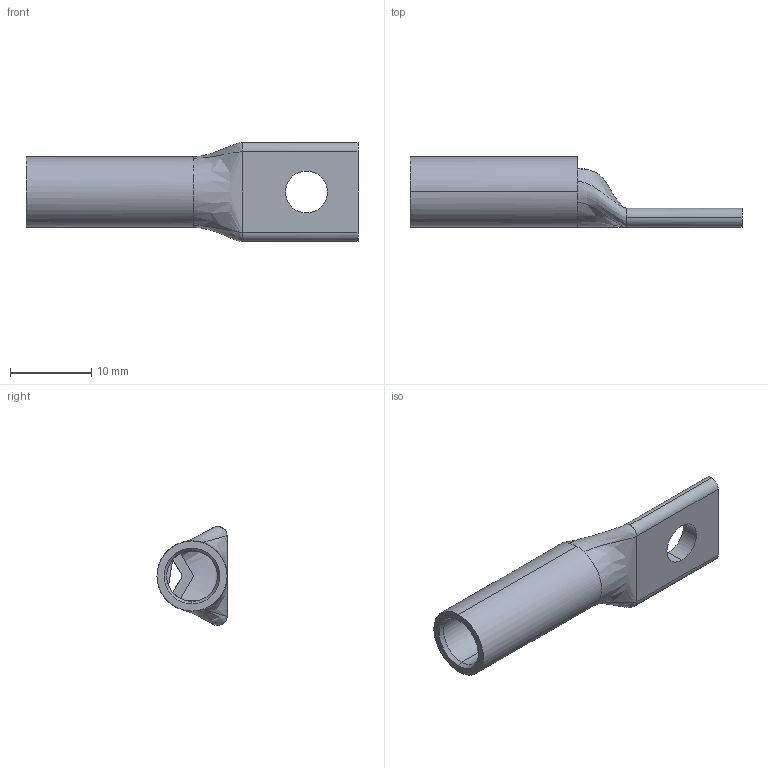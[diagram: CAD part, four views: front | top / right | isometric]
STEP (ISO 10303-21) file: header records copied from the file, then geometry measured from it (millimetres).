
FILE_DESCRIPTION (( 'STEP AP203' ), '1' );
FILE_NAME ('BLU-4S-1.step', '2024-09-09T18:02:56', ( '' ), ( '' ), 'SwSTEP 2.0', 'SolidWorks 2023', '' );
FILE_SCHEMA (( 'CONFIG_CONTROL_DESIGN' ));
Length unit declared in the file: inch
Products named in the file (1): BLU-4S-1
Bounding box: 40.89 x 8.64 x 12.19 mm (x, y, z)
Volume: 1059.7 mm3; surface area: 1720.6 mm2
Topology: 1 solids, 1 shells, 35 faces, 88 edges, 53 vertices
Faces by surface type: cylinder 11, plane 11, bspline 11, cone 2
Entity records: 1695 total; most frequent: CARTESIAN_POINT 871, ORIENTED_EDGE 174, DIRECTION 121, EDGE_CURVE 87, VERTEX_POINT 53, AXIS2_PLACEMENT_3D 45, EDGE_LOOP 38, B_SPLINE_CURVE_WITH_KNOTS 36
